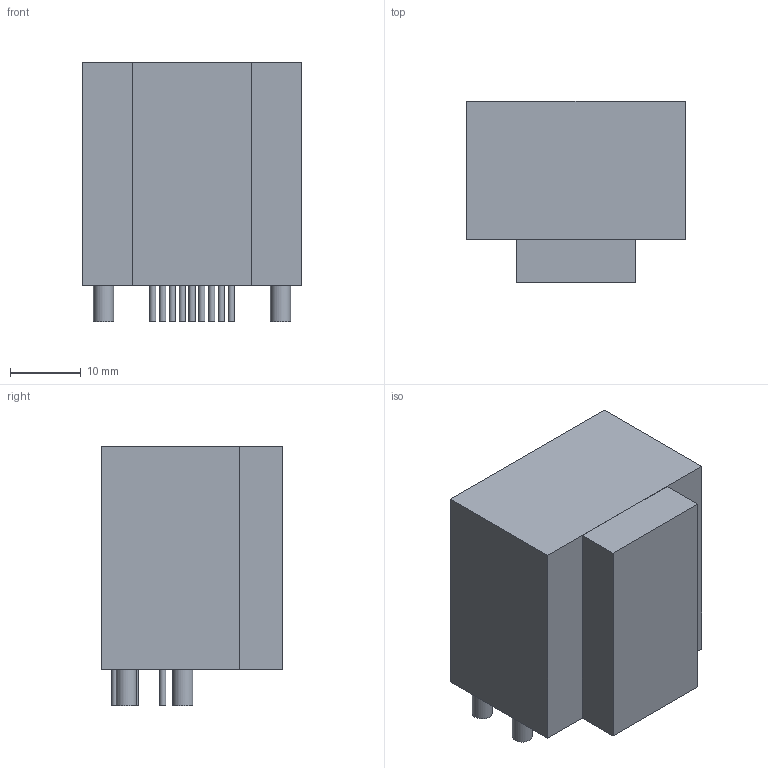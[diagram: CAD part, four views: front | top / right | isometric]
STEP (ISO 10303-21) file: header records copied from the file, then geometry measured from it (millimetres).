
FILE_DESCRIPTION(('FreeCAD Model'),'2;1');
FILE_NAME('757591.1.2.stp','2021-05-21T16:17:37',( 'Author'),(''),'Open CASCADE STEP processor 6.9','FreeCAD','Unknown' );
FILE_SCHEMA(('AUTOMOTIVE_DESIGN { 1 0 10303 214 1 1 1 1 }'));
Length unit declared in the file: millimetre
Products named in the file (3): ASSEMBLY; Body; Leads
Assembly tree (2 placements, depth 2):
  ASSEMBLY
    Body
    Leads
Bounding box: 30.81 x 25.6 x 36.7 mm (x, y, z)
Volume: 22433.9 mm3; surface area: 6555.2 mm2
Topology: 24 solids, 24 shells, 78 faces, 90 edges, 60 vertices
Faces by surface type: plane 56, cylinder 22
Full cylindrical faces by diameter (mm): 0.89 x18, 2.85 x4
Entity records: 2908 total; most frequent: DIRECTION 476, CARTESIAN_POINT 411, LINE 182, VECTOR 182, ORIENTED_EDGE 180, PCURVE 180, DEFINITIONAL_REPRESENTATION 180, AXIS2_PLACEMENT_3D 125
